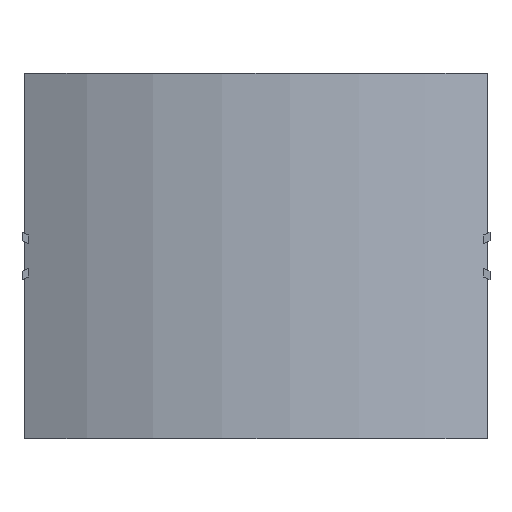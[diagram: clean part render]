
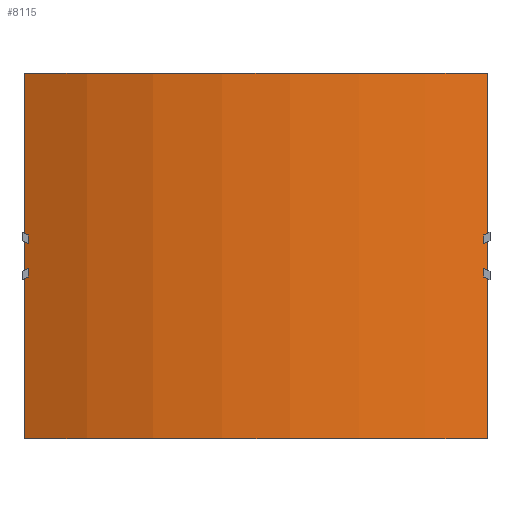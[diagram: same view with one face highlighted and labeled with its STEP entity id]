
A CAD part, front view. The second image highlights one B-rep face of the part: STEP entity #8115.
In plain terms, the highlighted cylindrical face has radius 807.5 mm (diameter 1615 mm), a partial arc.
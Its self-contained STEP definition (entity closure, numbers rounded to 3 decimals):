
#1051=FACE_OUTER_BOUND('',#1575,.T.);
#1575=EDGE_LOOP('',(#7367,#7368,#7369,#7370));
#2305=LINE('',#15837,#2959);
#2310=LINE('',#15848,#2964);
#2959=VECTOR('',#11609,10.);
#2964=VECTOR('',#11620,10.);
#3303=CIRCLE('',#9293,807.5);
#3306=CIRCLE('',#9300,807.5);
#4060=VERTEX_POINT('',#15827);
#4061=VERTEX_POINT('',#15828);
#4064=VERTEX_POINT('',#15836);
#4067=VERTEX_POINT('',#15846);
#5171=EDGE_CURVE('',#4060,#4061,#3303,.T.);
#5175=EDGE_CURVE('',#4061,#4064,#2305,.T.);
#5181=EDGE_CURVE('',#4060,#4067,#2310,.T.);
#5182=EDGE_CURVE('',#4064,#4067,#3306,.T.);
#7367=ORIENTED_EDGE('',*,*,#5181,.T.);
#7368=ORIENTED_EDGE('',*,*,#5182,.F.);
#7369=ORIENTED_EDGE('',*,*,#5175,.F.);
#7370=ORIENTED_EDGE('',*,*,#5171,.F.);
#7709=CYLINDRICAL_SURFACE('',#9299,807.5);
#8115=ADVANCED_FACE('',(#1051),#7709,.T.);
#9293=AXIS2_PLACEMENT_3D('',#15829,#11601,#11602);
#9299=AXIS2_PLACEMENT_3D('',#15849,#11621,#11622);
#9300=AXIS2_PLACEMENT_3D('',#15850,#11623,#11624);
#11601=DIRECTION('center_axis',(-1.,0.,0.));
#11602=DIRECTION('ref_axis',(0.,0.882,-0.471));
#11609=DIRECTION('',(1.,0.,0.));
#11620=DIRECTION('',(1.,0.,0.));
#11621=DIRECTION('center_axis',(1.,0.,0.));
#11622=DIRECTION('ref_axis',(0.,0.882,-0.471));
#11623=DIRECTION('center_axis',(1.,0.,0.));
#11624=DIRECTION('ref_axis',(0.,0.882,-0.471));
#15827=CARTESIAN_POINT('',(-300.,0.,380.));
#15828=CARTESIAN_POINT('',(-300.,0.,-380.));
#15829=CARTESIAN_POINT('Origin',(-300.,-712.5,0.));
#15836=CARTESIAN_POINT('',(300.,0.,-380.));
#15837=CARTESIAN_POINT('',(0.,0.,-380.));
#15846=CARTESIAN_POINT('',(300.,0.,380.));
#15848=CARTESIAN_POINT('',(0.,0.,380.));
#15849=CARTESIAN_POINT('Origin',(0.,-712.5,0.));
#15850=CARTESIAN_POINT('Origin',(300.,-712.5,0.));
